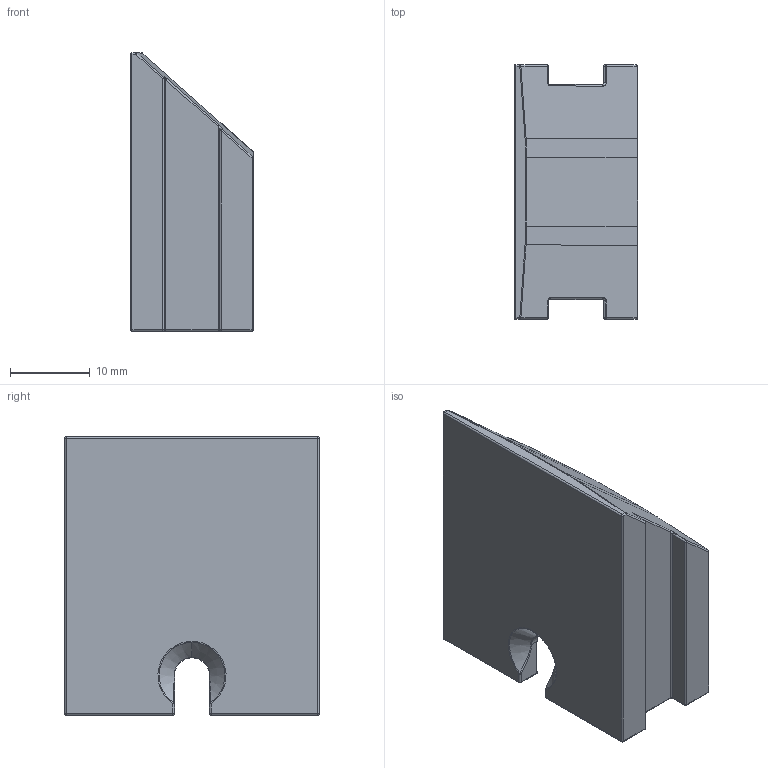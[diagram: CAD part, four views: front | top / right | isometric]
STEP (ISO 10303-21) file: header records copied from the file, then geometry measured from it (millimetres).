
FILE_DESCRIPTION (( 'STEP AP203' ), '1' );
FILE_NAME ('122291.step', '2022-02-10T10:39:41', ( '' ), ( '' ), 'SwSTEP 2.0', 'SolidWorks 2018', '' );
FILE_SCHEMA (( 'CONFIG_CONTROL_DESIGN' ));
Length unit declared in the file: millimetre
Products named in the file (2): 122291
Bounding box: 15.5 x 32 x 35 mm (x, y, z)
Volume: 8487.5 mm3; surface area: 5581.3 mm2
Topology: 1 solids, 1 shells, 222 faces, 530 edges, 262 vertices
Faces by surface type: cylinder 91, bspline 52, sphere 30, plane 27, torus 19, cone 3
Entity records: 7608 total; most frequent: CARTESIAN_POINT 2998, ORIENTED_EDGE 964, DIRECTION 921, EDGE_CURVE 482, AXIS2_PLACEMENT_3D 377, VERTEX_POINT 262, ADVANCED_FACE 222, EDGE_LOOP 222
